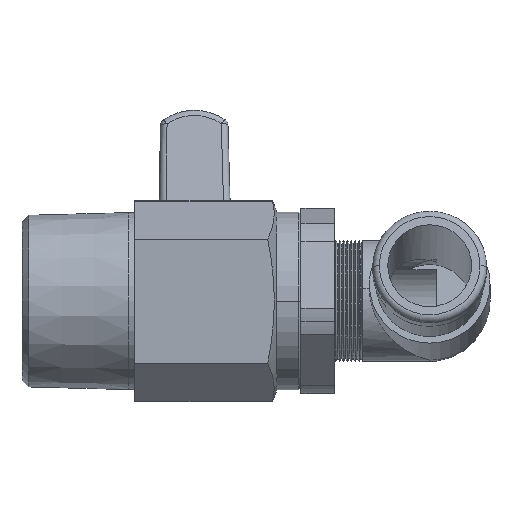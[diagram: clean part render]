
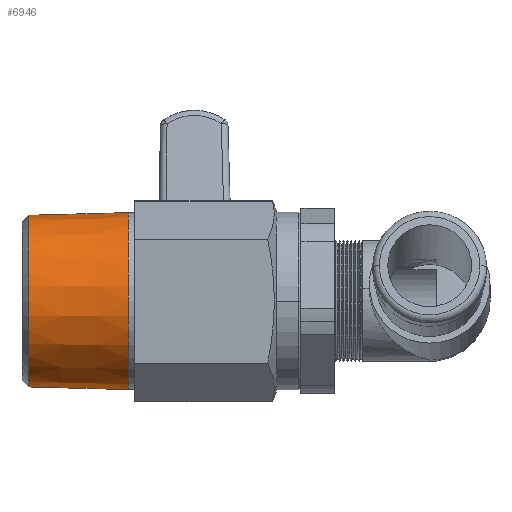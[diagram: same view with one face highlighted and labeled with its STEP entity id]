
A CAD part, front view. The second image highlights one B-rep face of the part: STEP entity #6946.
In plain terms, the highlighted conical face has half-angle 1.539 degrees and reference radius 12.8 mm.
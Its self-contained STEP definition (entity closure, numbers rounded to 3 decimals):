
#3544 = CARTESIAN_POINT ( 'NONE',  ( -22.141, 0., -13.2 ) ) ;
#3605 = LINE ( 'NONE', #3616, #3615 ) ;
#3615 = VECTOR ( 'NONE', #3664, 1000. ) ;
#3616 = CARTESIAN_POINT ( 'NONE',  ( -37.025, 0., 12.8 ) ) ;
#3618 = CARTESIAN_POINT ( 'NONE',  ( -22.141, 0., 13.2 ) ) ;
#3626 = CARTESIAN_POINT ( 'NONE',  ( -37.025, 0., 12.8 ) ) ;
#3654 = DIRECTION ( 'NONE',  ( 1., 0., -0.027 ) ) ;
#3655 = VECTOR ( 'NONE', #3654, 1000. ) ;
#3656 = CARTESIAN_POINT ( 'NONE',  ( -37.025, 0., -12.8 ) ) ;
#3663 = LINE ( 'NONE', #3656, #3655 ) ;
#3664 = DIRECTION ( 'NONE',  ( 1., 0., 0.027 ) ) ;
#3692 = CARTESIAN_POINT ( 'NONE',  ( -37.025, 0., -12.8 ) ) ;
#6729 = ORIENTED_EDGE ( 'NONE', *, *, #6932, .F. ) ;
#6818 = EDGE_LOOP ( 'NONE', ( #7987, #6729, #7122, #7110 ) ) ;
#6932 = EDGE_CURVE ( 'NONE', #10493, #10462, #14038, .T. ) ;
#6946 = ADVANCED_FACE ( 'NONE', ( #14115 ), #14118, .T. ) ;
#7063 = EDGE_CURVE ( 'NONE', #10446, #10450, #14354, .T. ) ;
#7110 = ORIENTED_EDGE ( 'NONE', *, *, #7063, .T. ) ;
#7122 = ORIENTED_EDGE ( 'NONE', *, *, #10470, .T. ) ;
#7987 = ORIENTED_EDGE ( 'NONE', *, *, #10459, .F. ) ;
#10446 = VERTEX_POINT ( 'NONE', #3544 ) ;
#10450 = VERTEX_POINT ( 'NONE', #3618 ) ;
#10459 = EDGE_CURVE ( 'NONE', #10462, #10450, #3605, .T. ) ;
#10462 = VERTEX_POINT ( 'NONE', #3626 ) ;
#10470 = EDGE_CURVE ( 'NONE', #10493, #10446, #3663, .T. ) ;
#10493 = VERTEX_POINT ( 'NONE', #3692 ) ;
#14033 = AXIS2_PLACEMENT_3D ( 'NONE', #14066, #14065, #14064 ) ;
#14038 = CIRCLE ( 'NONE', #14033, 12.8 ) ;
#14064 = DIRECTION ( 'NONE',  ( 0., 0., 1. ) ) ;
#14065 = DIRECTION ( 'NONE',  ( -1., 0., 0. ) ) ;
#14066 = CARTESIAN_POINT ( 'NONE',  ( -37.025, 0., 0. ) ) ;
#14090 = DIRECTION ( 'NONE',  ( 0., 0., -1. ) ) ;
#14091 = DIRECTION ( 'NONE',  ( 1., 0., 0. ) ) ;
#14092 = CARTESIAN_POINT ( 'NONE',  ( -37.025, 0., 0. ) ) ;
#14096 = AXIS2_PLACEMENT_3D ( 'NONE', #14092, #14091, #14090 ) ;
#14115 = FACE_OUTER_BOUND ( 'NONE', #6818, .T. ) ;
#14118 = CONICAL_SURFACE ( 'NONE', #14096, 12.8, 0.027 ) ;
#14331 = DIRECTION ( 'NONE',  ( 0., 0., 1. ) ) ;
#14332 = DIRECTION ( 'NONE',  ( -1., 0., 0. ) ) ;
#14333 = CARTESIAN_POINT ( 'NONE',  ( -22.141, 0., 0. ) ) ;
#14342 = AXIS2_PLACEMENT_3D ( 'NONE', #14333, #14332, #14331 ) ;
#14354 = CIRCLE ( 'NONE', #14342, 13.2 ) ;
